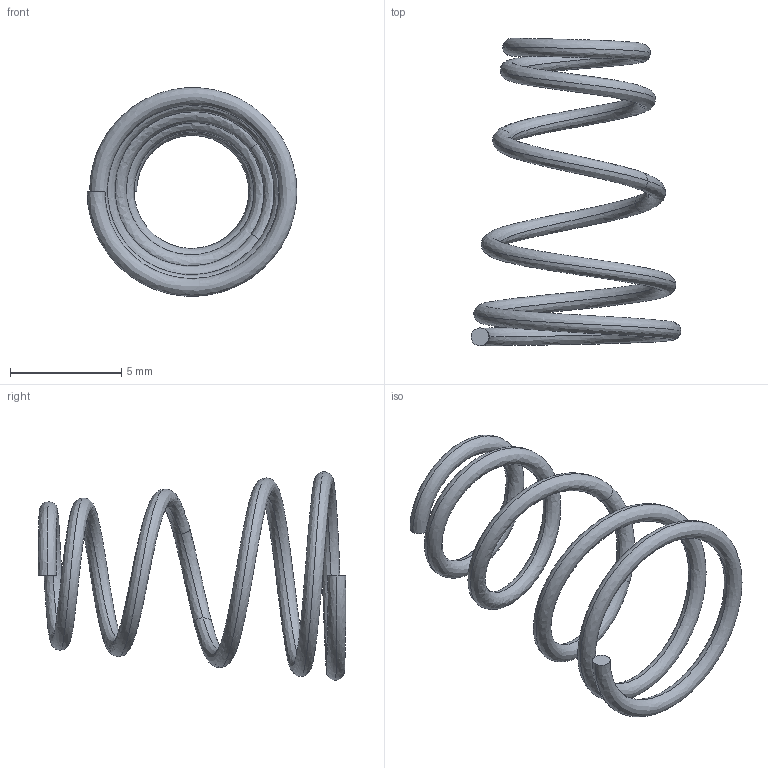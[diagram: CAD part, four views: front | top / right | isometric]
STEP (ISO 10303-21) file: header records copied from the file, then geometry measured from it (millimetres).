
FILE_DESCRIPTION((''),'2;1');
FILE_NAME('BO131001132V1_0','2017-12-04T',('bin'),(''),'CREO PARAMETRIC BY PTC INC, 2014350','CREO PARAMETRIC BY PTC INC, 2014350','');
FILE_SCHEMA(('CONFIG_CONTROL_DESIGN'));
Length unit declared in the file: millimetre
Products named in the file (1): BO131001132V1_0
Bounding box: 9.41 x 13.8 x 9.35 mm (x, y, z)
Volume: 57 mm3; surface area: 287.3 mm2
Topology: 1 solids, 1 shells, 8 faces, 14 edges, 8 vertices
Faces by surface type: bspline 6, plane 2
Entity records: 6908 total; most frequent: CARTESIAN_POINT 6747, ORIENTED_EDGE 28, B_SPLINE_CURVE_WITH_KNOTS 14, EDGE_CURVE 14, COLOUR_RGB 9, VERTEX_POINT 8, EDGE_LOOP 8, FACE_OUTER_BOUND 8
